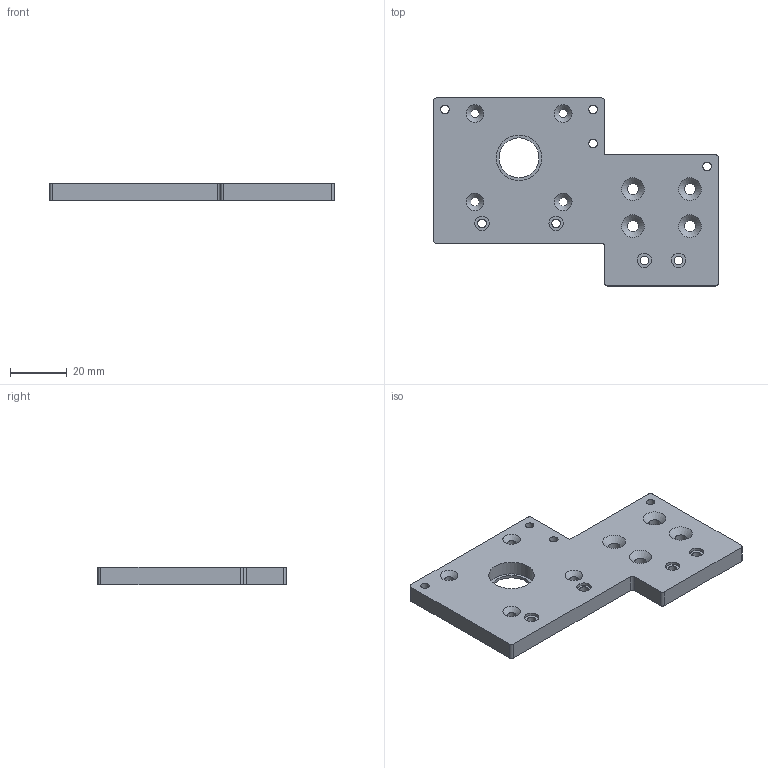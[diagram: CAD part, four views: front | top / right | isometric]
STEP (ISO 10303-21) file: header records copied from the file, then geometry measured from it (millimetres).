
FILE_DESCRIPTION(('FreeCAD Model'),'2;1');
FILE_NAME('Open CASCADE Shape Model','2025-06-24T19:05:13',('Author'),( ''),'Open CASCADE STEP processor 7.8','FreeCAD','Unknown');
FILE_SCHEMA(('AUTOMOTIVE_DESIGN { 1 0 10303 214 1 1 1 1 }'));
Length unit declared in the file: millimetre
Products named in the file (1): Fillet (Mirror #1)
Bounding box: 100 x 66 x 6 mm (x, y, z)
Volume: 27059.6 mm3; surface area: 12395.8 mm2
Topology: 1 solids, 1 shells, 59 faces, 141 edges, 89 vertices
Faces by surface type: cylinder 29, plane 15, cone 15
Full cylindrical faces by diameter (mm): 3 x12, 4 x4, 5 x4, 14 x1, 16 x1
Entity records: 1818 total; most frequent: DIRECTION 334, CARTESIAN_POINT 290, ORIENTED_EDGE 282, EDGE_CURVE 141, AXIS2_PLACEMENT_3D 133, FACE_BOUND 98, EDGE_LOOP 98, VERTEX_POINT 89
